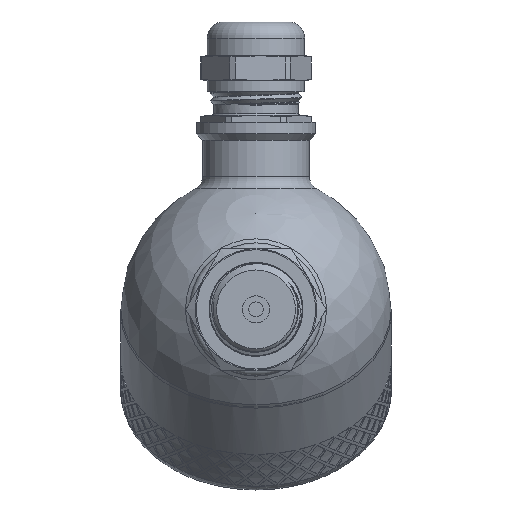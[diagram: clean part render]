
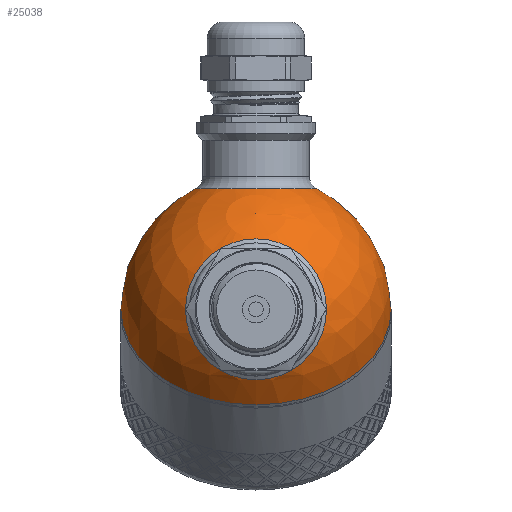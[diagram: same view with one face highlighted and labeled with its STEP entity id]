
A CAD part, left-side view. The second image highlights one B-rep face of the part: STEP entity #25038.
In plain terms, the highlighted spherical face has radius 30 mm.
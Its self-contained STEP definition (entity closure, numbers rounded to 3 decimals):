
#136=SPHERICAL_SURFACE('',#26612,30.);
#208=FACE_BOUND('',#3738,.T.);
#209=FACE_BOUND('',#3739,.T.);
#2094=FACE_OUTER_BOUND('',#3737,.T.);
#3737=EDGE_LOOP('',(#18122,#18123,#18124,#18125));
#3738=EDGE_LOOP('',(#18126));
#3739=EDGE_LOOP('',(#18127));
#5242=CIRCLE('',#26534,30.);
#5243=CIRCLE('',#26535,30.);
#5270=CIRCLE('',#26608,13.5);
#5273=CIRCLE('',#26613,30.);
#5274=CIRCLE('',#26614,15.643);
#9730=VERTEX_POINT('',#35318);
#9731=VERTEX_POINT('',#35320);
#10230=VERTEX_POINT('',#41707);
#10232=VERTEX_POINT('',#41714);
#10233=VERTEX_POINT('',#41716);
#12428=EDGE_CURVE('',#9730,#9731,#5242,.T.);
#12429=EDGE_CURVE('',#9731,#9730,#5243,.T.);
#13180=EDGE_CURVE('',#10230,#10230,#5270,.T.);
#13183=EDGE_CURVE('',#9731,#10232,#5273,.T.);
#13184=EDGE_CURVE('',#10233,#10233,#5274,.T.);
#18122=ORIENTED_EDGE('',*,*,#12429,.F.);
#18123=ORIENTED_EDGE('',*,*,#13183,.T.);
#18124=ORIENTED_EDGE('',*,*,#13183,.F.);
#18125=ORIENTED_EDGE('',*,*,#12428,.F.);
#18126=ORIENTED_EDGE('',*,*,#13184,.F.);
#18127=ORIENTED_EDGE('',*,*,#13180,.F.);
#25038=ADVANCED_FACE('',(#2094,#208,#209),#136,.T.);
#26534=AXIS2_PLACEMENT_3D('',#35321,#27918,#27919);
#26535=AXIS2_PLACEMENT_3D('',#35322,#27920,#27921);
#26608=AXIS2_PLACEMENT_3D('',#41708,#28330,#28331);
#26612=AXIS2_PLACEMENT_3D('',#41713,#28338,#28339);
#26613=AXIS2_PLACEMENT_3D('',#41715,#28340,#28341);
#26614=AXIS2_PLACEMENT_3D('',#41717,#28342,#28343);
#27918=DIRECTION('center_axis',(1.,0.,0.));
#27919=DIRECTION('ref_axis',(0.,1.,0.));
#27920=DIRECTION('center_axis',(1.,0.,0.));
#27921=DIRECTION('ref_axis',(0.,1.,0.));
#28330=DIRECTION('center_axis',(-0.707,0.,-0.707));
#28331=DIRECTION('ref_axis',(-0.707,0.,0.707));
#28338=DIRECTION('center_axis',(1.,0.,0.));
#28339=DIRECTION('ref_axis',(0.,-1.,0.));
#28340=DIRECTION('center_axis',(0.,0.,1.));
#28341=DIRECTION('ref_axis',(0.,1.,0.));
#28342=DIRECTION('center_axis',(-0.707,0.,0.707));
#28343=DIRECTION('ref_axis',(0.707,0.,0.707));
#35318=CARTESIAN_POINT('',(0.,-30.,0.));
#35320=CARTESIAN_POINT('',(0.,30.,0.));
#35321=CARTESIAN_POINT('Origin',(0.,0.,0.));
#35322=CARTESIAN_POINT('Origin',(0.,0.,0.));
#41707=CARTESIAN_POINT('',(-9.398,0.,-28.49));
#41708=CARTESIAN_POINT('Origin',(-18.944,0.,-18.944));
#41713=CARTESIAN_POINT('Origin',(0.,0.,0.));
#41714=CARTESIAN_POINT('',(-30.,0.,0.));
#41715=CARTESIAN_POINT('Origin',(0.,0.,0.));
#41716=CARTESIAN_POINT('',(-29.162,0.,7.04));
#41717=CARTESIAN_POINT('Origin',(-18.101,0.,18.101));
